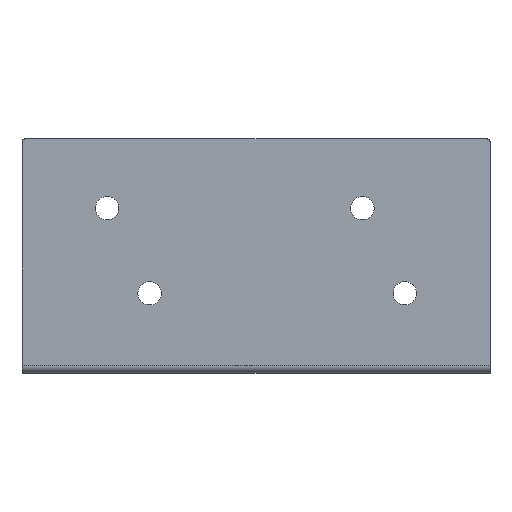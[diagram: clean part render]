
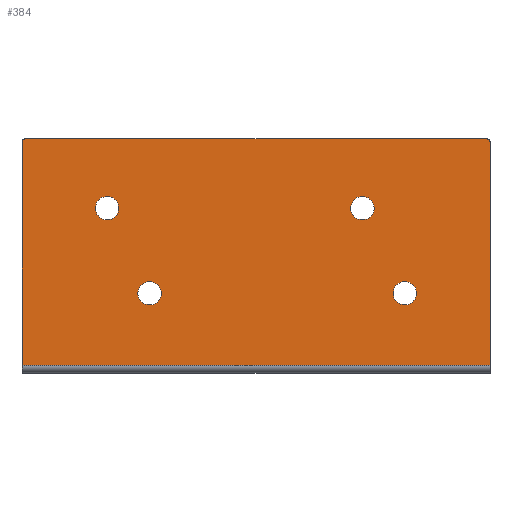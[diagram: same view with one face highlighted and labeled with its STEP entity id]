
A CAD part, left-side view. The second image highlights one B-rep face of the part: STEP entity #384.
In plain terms, the highlighted planar face has unit normal (-1, 0, 0).
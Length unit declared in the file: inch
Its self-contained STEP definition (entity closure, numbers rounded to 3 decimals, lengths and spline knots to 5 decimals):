
#8 = ORIENTED_EDGE ( 'NONE', *, *, #421, .F. ) ;
#71 = AXIS2_PLACEMENT_3D ( 'NONE', #975, #894, #1060 ) ;
#120 = CARTESIAN_POINT ( 'NONE',  ( -0.03, -1.375, 0.015 ) ) ;
#125 = ORIENTED_EDGE ( 'NONE', *, *, #712, .F. ) ;
#134 = FACE_OUTER_BOUND ( 'NONE', #1014, .T. ) ;
#145 = CARTESIAN_POINT ( 'NONE',  ( -0.03, 1.36, 1.345 ) ) ;
#158 = DIRECTION ( 'NONE',  ( 0., 0., -1. ) ) ;
#172 = VERTEX_POINT ( 'NONE', #963 ) ;
#177 = EDGE_CURVE ( 'NONE', #823, #996, #462, .T. ) ;
#178 = CARTESIAN_POINT ( 'NONE',  ( -0.03, 0.625, 0.43875 ) ) ;
#193 = ORIENTED_EDGE ( 'NONE', *, *, #871, .F. ) ;
#195 = ORIENTED_EDGE ( 'NONE', *, *, #925, .T. ) ;
#200 = DIRECTION ( 'NONE',  ( 0., 0., -1. ) ) ;
#203 = EDGE_CURVE ( 'NONE', #987, #942, #477, .T. ) ;
#208 = ORIENTED_EDGE ( 'NONE', *, *, #203, .F. ) ;
#212 = AXIS2_PLACEMENT_3D ( 'NONE', #264, #522, #259 ) ;
#227 = ORIENTED_EDGE ( 'NONE', *, *, #177, .F. ) ;
#232 = AXIS2_PLACEMENT_3D ( 'NONE', #870, #625, #955 ) ;
#239 = CARTESIAN_POINT ( 'NONE',  ( -0.03, -0.625, 0.93875 ) ) ;
#240 = EDGE_CURVE ( 'NONE', #396, #414, #719, .T. ) ;
#241 = CIRCLE ( 'NONE', #728, 0.069 ) ;
#244 = LINE ( 'NONE', #482, #669 ) ;
#249 = CARTESIAN_POINT ( 'NONE',  ( -0.03, -0.625, 0.93875 ) ) ;
#251 = CARTESIAN_POINT ( 'NONE',  ( -0.03, 0.625, 0.36975 ) ) ;
#253 = DIRECTION ( 'NONE',  ( -1., 0., 0. ) ) ;
#259 = DIRECTION ( 'NONE',  ( 0., 0., -1. ) ) ;
#264 = CARTESIAN_POINT ( 'NONE',  ( -0.03, -0.875, 0.43875 ) ) ;
#277 = VERTEX_POINT ( 'NONE', #1092 ) ;
#278 = AXIS2_PLACEMENT_3D ( 'NONE', #239, #583, #837 ) ;
#281 = CARTESIAN_POINT ( 'NONE',  ( -0.03, 0.625, 0.43875 ) ) ;
#297 = EDGE_LOOP ( 'NONE', ( #8, #227 ) ) ;
#298 = VERTEX_POINT ( 'NONE', #690 ) ;
#306 = AXIS2_PLACEMENT_3D ( 'NONE', #1002, #754, #489 ) ;
#331 = AXIS2_PLACEMENT_3D ( 'NONE', #1038, #560, #200 ) ;
#338 = CARTESIAN_POINT ( 'NONE',  ( -0.03, 0.875, 0.93875 ) ) ;
#339 = CIRCLE ( 'NONE', #306, 0.069 ) ;
#340 = CIRCLE ( 'NONE', #278, 0.069 ) ;
#351 = EDGE_CURVE ( 'NONE', #942, #987, #368, .T. ) ;
#368 = CIRCLE ( 'NONE', #232, 0.069 ) ;
#369 = AXIS2_PLACEMENT_3D ( 'NONE', #281, #431, #599 ) ;
#384 = ADVANCED_FACE ( 'NONE', ( #895, #799, #544, #650, #134 ), #447, .F. ) ;
#385 = CARTESIAN_POINT ( 'NONE',  ( -0.03, -1.375, 1.33 ) ) ;
#390 = EDGE_LOOP ( 'NONE', ( #1018, #1083 ) ) ;
#391 = DIRECTION ( 'NONE',  ( 0., -1., 0. ) ) ;
#392 = EDGE_CURVE ( 'NONE', #414, #724, #569, .T. ) ;
#396 = VERTEX_POINT ( 'NONE', #120 ) ;
#414 = VERTEX_POINT ( 'NONE', #385 ) ;
#418 = DIRECTION ( 'NONE',  ( 0., 0., -1. ) ) ;
#420 = EDGE_LOOP ( 'NONE', ( #193, #1007 ) ) ;
#421 = EDGE_CURVE ( 'NONE', #996, #823, #340, .T. ) ;
#431 = DIRECTION ( 'NONE',  ( -1., 0., 0. ) ) ;
#432 = EDGE_CURVE ( 'NONE', #1039, #172, #986, .T. ) ;
#434 = CARTESIAN_POINT ( 'NONE',  ( -0.03, -1.375, -0.03 ) ) ;
#435 = AXIS2_PLACEMENT_3D ( 'NONE', #512, #585, #922 ) ;
#444 = AXIS2_PLACEMENT_3D ( 'NONE', #178, #786, #1036 ) ;
#447 = PLANE ( 'NONE',  #331 ) ;
#462 = CIRCLE ( 'NONE', #602, 0.069 ) ;
#477 = CIRCLE ( 'NONE', #212, 0.069 ) ;
#482 = CARTESIAN_POINT ( 'NONE',  ( -0.03, 1.375, 1.345 ) ) ;
#486 = DIRECTION ( 'NONE',  ( 0., 0., 1. ) ) ;
#489 = DIRECTION ( 'NONE',  ( 0., 0., -1. ) ) ;
#492 = VECTOR ( 'NONE', #615, 39.37008 ) ;
#511 = EDGE_CURVE ( 'NONE', #298, #575, #608, .T. ) ;
#512 = CARTESIAN_POINT ( 'NONE',  ( -0.03, 1.36, 1.33 ) ) ;
#522 = DIRECTION ( 'NONE',  ( -1., 0., 0. ) ) ;
#528 = LINE ( 'NONE', #679, #946 ) ;
#544 = FACE_BOUND ( 'NONE', #390, .T. ) ;
#555 = CIRCLE ( 'NONE', #435, 0.015 ) ;
#560 = DIRECTION ( 'NONE',  ( 1., 0., 0. ) ) ;
#569 = CIRCLE ( 'NONE', #71, 0.015 ) ;
#571 = CARTESIAN_POINT ( 'NONE',  ( -0.03, -0.625, 1.00775 ) ) ;
#575 = VERTEX_POINT ( 'NONE', #609 ) ;
#583 = DIRECTION ( 'NONE',  ( -1., 0., 0. ) ) ;
#585 = DIRECTION ( 'NONE',  ( -1., 0., 0. ) ) ;
#588 = ORIENTED_EDGE ( 'NONE', *, *, #392, .T. ) ;
#590 = CARTESIAN_POINT ( 'NONE',  ( -0.03, -0.875, 0.50775 ) ) ;
#597 = CARTESIAN_POINT ( 'NONE',  ( -0.03, -0.625, 0.86975 ) ) ;
#599 = DIRECTION ( 'NONE',  ( 0., 0., -1. ) ) ;
#602 = AXIS2_PLACEMENT_3D ( 'NONE', #249, #253, #418 ) ;
#608 = LINE ( 'NONE', #991, #1027 ) ;
#609 = CARTESIAN_POINT ( 'NONE',  ( -0.03, 1.375, 1.33 ) ) ;
#615 = DIRECTION ( 'NONE',  ( 0., 0., 1. ) ) ;
#625 = DIRECTION ( 'NONE',  ( -1., 0., 0. ) ) ;
#627 = CIRCLE ( 'NONE', #369, 0.069 ) ;
#638 = ORIENTED_EDGE ( 'NONE', *, *, #240, .T. ) ;
#650 = FACE_BOUND ( 'NONE', #297, .T. ) ;
#651 = ORIENTED_EDGE ( 'NONE', *, *, #351, .F. ) ;
#658 = EDGE_CURVE ( 'NONE', #172, #1039, #627, .T. ) ;
#669 = VECTOR ( 'NONE', #391, 39.37008 ) ;
#679 = CARTESIAN_POINT ( 'NONE',  ( -0.03, 1.375, 0.015 ) ) ;
#690 = CARTESIAN_POINT ( 'NONE',  ( -0.03, 1.375, 0.015 ) ) ;
#697 = EDGE_LOOP ( 'NONE', ( #208, #651 ) ) ;
#710 = CARTESIAN_POINT ( 'NONE',  ( -0.03, -1.36, 1.345 ) ) ;
#712 = EDGE_CURVE ( 'NONE', #858, #724, #244, .T. ) ;
#719 = LINE ( 'NONE', #434, #492 ) ;
#724 = VERTEX_POINT ( 'NONE', #710 ) ;
#728 = AXIS2_PLACEMENT_3D ( 'NONE', #338, #848, #158 ) ;
#754 = DIRECTION ( 'NONE',  ( -1., 0., 0. ) ) ;
#786 = DIRECTION ( 'NONE',  ( -1., 0., 0. ) ) ;
#799 = FACE_BOUND ( 'NONE', #697, .T. ) ;
#802 = ORIENTED_EDGE ( 'NONE', *, *, #973, .T. ) ;
#823 = VERTEX_POINT ( 'NONE', #571 ) ;
#837 = DIRECTION ( 'NONE',  ( 0., 0., -1. ) ) ;
#848 = DIRECTION ( 'NONE',  ( -1., 0., 0. ) ) ;
#858 = VERTEX_POINT ( 'NONE', #145 ) ;
#870 = CARTESIAN_POINT ( 'NONE',  ( -0.03, -0.875, 0.43875 ) ) ;
#871 = EDGE_CURVE ( 'NONE', #277, #983, #339, .T. ) ;
#894 = DIRECTION ( 'NONE',  ( -1., 0., 0. ) ) ;
#895 = FACE_BOUND ( 'NONE', #420, .T. ) ;
#922 = DIRECTION ( 'NONE',  ( 0., 0., -1. ) ) ;
#925 = EDGE_CURVE ( 'NONE', #858, #575, #555, .T. ) ;
#926 = CARTESIAN_POINT ( 'NONE',  ( -0.03, 0.875, 1.00775 ) ) ;
#927 = CARTESIAN_POINT ( 'NONE',  ( -0.03, -0.875, 0.36975 ) ) ;
#942 = VERTEX_POINT ( 'NONE', #590 ) ;
#946 = VECTOR ( 'NONE', #1005, 39.37008 ) ;
#955 = DIRECTION ( 'NONE',  ( 0., 0., -1. ) ) ;
#963 = CARTESIAN_POINT ( 'NONE',  ( -0.03, 0.625, 0.50775 ) ) ;
#966 = ORIENTED_EDGE ( 'NONE', *, *, #511, .F. ) ;
#973 = EDGE_CURVE ( 'NONE', #298, #396, #528, .T. ) ;
#975 = CARTESIAN_POINT ( 'NONE',  ( -0.03, -1.36, 1.33 ) ) ;
#983 = VERTEX_POINT ( 'NONE', #926 ) ;
#986 = CIRCLE ( 'NONE', #444, 0.069 ) ;
#987 = VERTEX_POINT ( 'NONE', #927 ) ;
#991 = CARTESIAN_POINT ( 'NONE',  ( -0.03, 1.375, -0.03 ) ) ;
#996 = VERTEX_POINT ( 'NONE', #597 ) ;
#1002 = CARTESIAN_POINT ( 'NONE',  ( -0.03, 0.875, 0.93875 ) ) ;
#1005 = DIRECTION ( 'NONE',  ( 0., -1., 0. ) ) ;
#1007 = ORIENTED_EDGE ( 'NONE', *, *, #1022, .F. ) ;
#1014 = EDGE_LOOP ( 'NONE', ( #638, #588, #125, #195, #966, #802 ) ) ;
#1018 = ORIENTED_EDGE ( 'NONE', *, *, #432, .F. ) ;
#1022 = EDGE_CURVE ( 'NONE', #983, #277, #241, .T. ) ;
#1027 = VECTOR ( 'NONE', #486, 39.37008 ) ;
#1036 = DIRECTION ( 'NONE',  ( 0., 0., -1. ) ) ;
#1038 = CARTESIAN_POINT ( 'NONE',  ( -0.03, 1.375, -0.03 ) ) ;
#1039 = VERTEX_POINT ( 'NONE', #251 ) ;
#1060 = DIRECTION ( 'NONE',  ( 0., 0., -1. ) ) ;
#1083 = ORIENTED_EDGE ( 'NONE', *, *, #658, .F. ) ;
#1092 = CARTESIAN_POINT ( 'NONE',  ( -0.03, 0.875, 0.86975 ) ) ;
